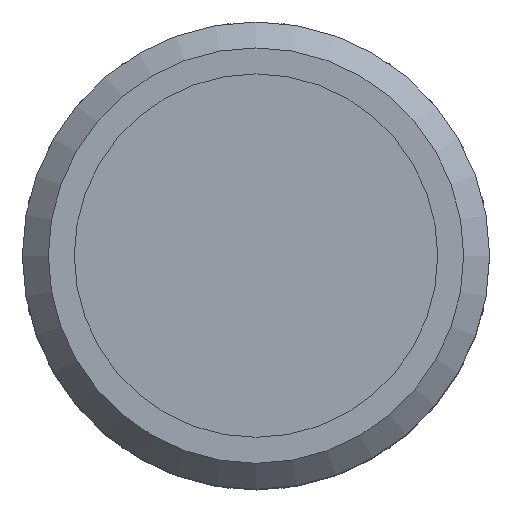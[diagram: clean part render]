
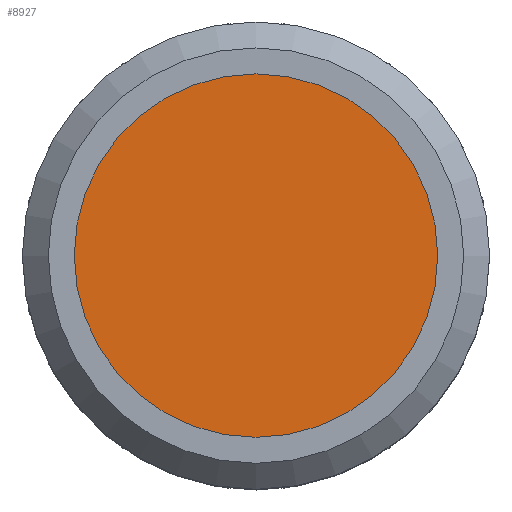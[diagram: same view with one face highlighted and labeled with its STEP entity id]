
A CAD part, top view. The second image highlights one B-rep face of the part: STEP entity #8927.
In plain terms, the highlighted planar face has unit normal (0, 0, 1).
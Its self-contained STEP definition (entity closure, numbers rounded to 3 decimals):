
#71=PLANE('',#9757);
#1494=FACE_OUTER_BOUND('',#2221,.T.);
#2221=EDGE_LOOP('',(#6524));
#2935=CIRCLE('',#9756,7.);
#4051=VERTEX_POINT('',#14041);
#4835=EDGE_CURVE('',#4051,#4051,#2935,.T.);
#6524=ORIENTED_EDGE('',*,*,#4835,.F.);
#8927=ADVANCED_FACE('',(#1494),#71,.T.);
#9756=AXIS2_PLACEMENT_3D('',#14043,#11214,#11215);
#9757=AXIS2_PLACEMENT_3D('',#14044,#11216,#11217);
#11214=DIRECTION('center_axis',(0.,0.,
-1.));
#11215=DIRECTION('ref_axis',(1.,0.,0.));
#11216=DIRECTION('center_axis',(0.,0.,
1.));
#11217=DIRECTION('ref_axis',(1.,0.,0.));
#14041=CARTESIAN_POINT('',(-4.05,0.,1.));
#14043=CARTESIAN_POINT('Origin',(2.95,0.,1.));
#14044=CARTESIAN_POINT('Origin',(2.95,0.,1.));
